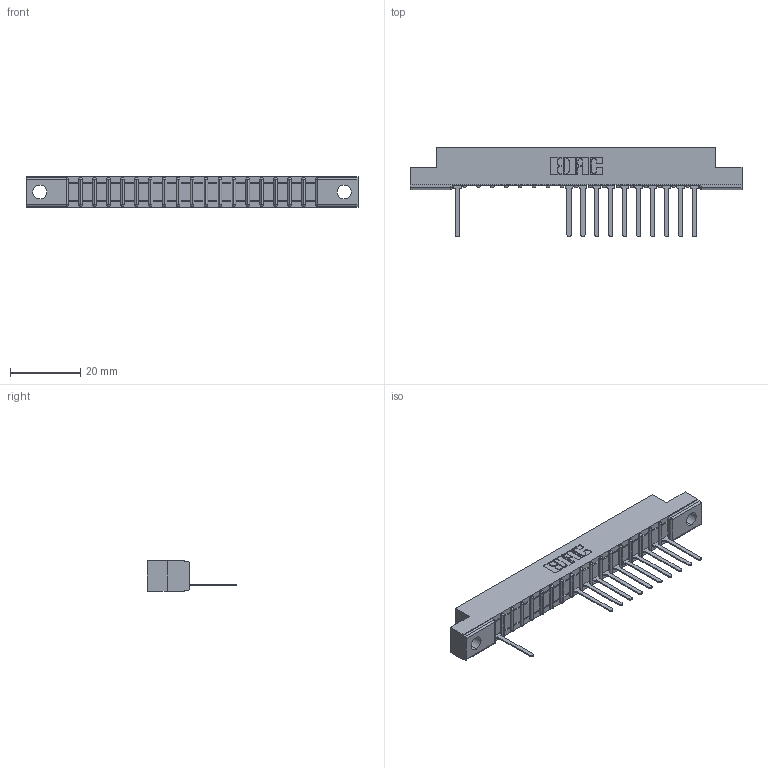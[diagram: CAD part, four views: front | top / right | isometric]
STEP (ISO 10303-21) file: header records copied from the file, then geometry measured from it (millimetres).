
FILE_DESCRIPTION (( 'STEP AP203' ), '1' );
FILE_NAME ('307-018-547-104.STEP', '2018-08-03T22:39:57', ( '' ), ( '' ), 'SwSTEP 2.0', 'SolidWorks 2016', '' );
FILE_SCHEMA (( 'CONFIG_CONTROL_DESIGN' ));
Length unit declared in the file: inch
Products named in the file (3): 307 Part_.156 Dia Mounting Holes; 307-290-001_547; 307-018-547-104
Assembly tree (12 placements, depth 2):
  307-018-547-104
    307 Part_.156 Dia Mounting Holes
    307-290-001_547  x11
Bounding box: 94.34 x 25.43 x 8.71 mm (x, y, z)
Volume: 5783.9 mm3; surface area: 8221.4 mm2
Topology: 12 solids, 12 shells, 907 faces, 2589 edges, 1658 vertices
Faces by surface type: plane 575, cylinder 294, sphere 38
Entity records: 18552 total; most frequent: CARTESIAN_POINT 3151, ORIENTED_EDGE 3142, DIRECTION 3063, EDGE_CURVE 1571, VECTOR 1203, LINE 1203, VERTEX_POINT 1018, AXIS2_PLACEMENT_3D 930
